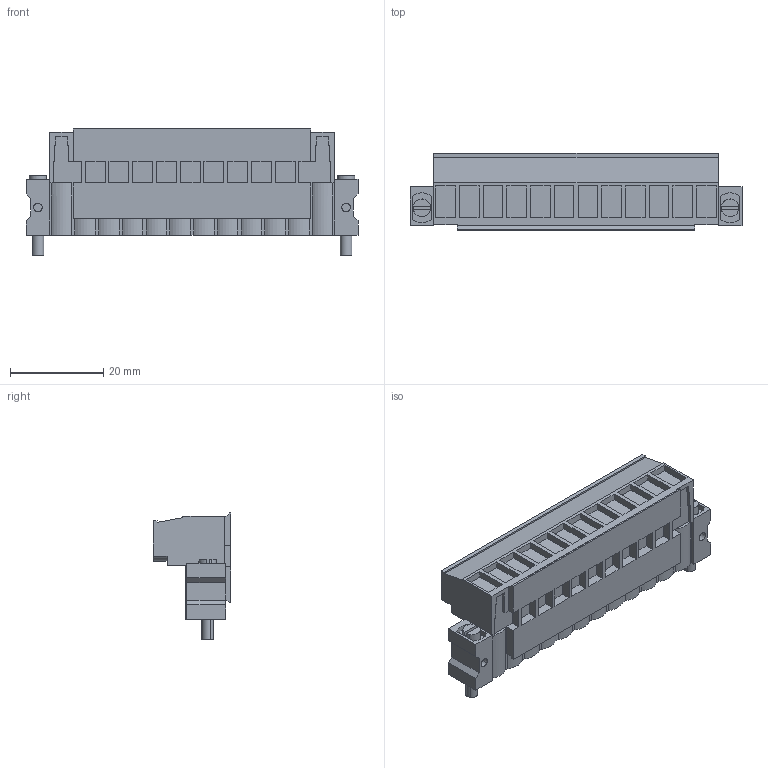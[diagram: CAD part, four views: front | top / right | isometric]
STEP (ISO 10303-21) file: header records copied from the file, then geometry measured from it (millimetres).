
FILE_DESCRIPTION(('CATIA V5 STEP','CAx-IF Rec.Pracs.--- Model Styling and Organization---1.2---2011-12-15'),'2;1');
FILE_NAME ('D1457458_0_1846310000_1846310000.stp','2017-06-01T07:42:58+00:00',('none'),('Weidmueller'),'CATIA Version 5-6 Release 2014','CATIA V5 STEP AP214','none');
FILE_SCHEMA(('AUTOMOTIVE_DESIGN { 1 0 10303 214 1 1 1 1 }'));
Length unit declared in the file: millimetre
Products named in the file (1): 1846310000
Bounding box: 71.08 x 16.6 x 26.98 mm (x, y, z)
Volume: 12506.9 mm3; surface area: 10598.4 mm2
Topology: 27 solids, 27 shells, 876 faces, 2380 edges, 1624 vertices
Faces by surface type: plane 652, cylinder 176, extrusion 48
Entity records: 26796 total; most frequent: CARTESIAN_POINT 6102, ORIENTED_EDGE 4760, DIRECTION 3262, EDGE_CURVE 2380, VECTOR 1922, LINE 1874, VERTEX_POINT 1624, EDGE_LOOP 970
